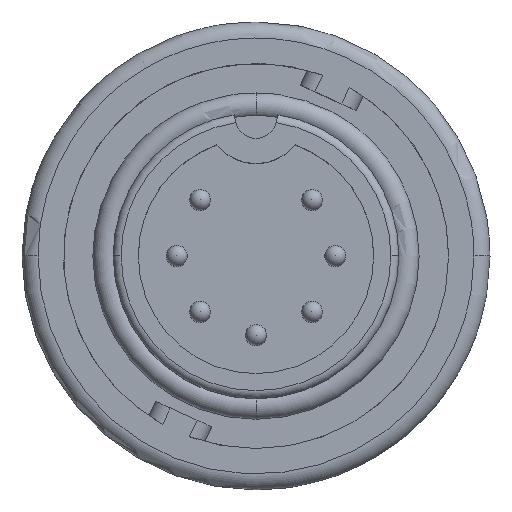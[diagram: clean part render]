
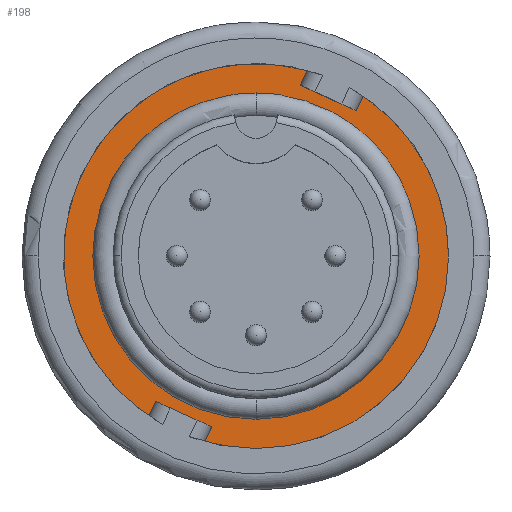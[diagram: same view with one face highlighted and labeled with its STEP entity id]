
A CAD part, top view. The second image highlights one B-rep face of the part: STEP entity #198.
In plain terms, the highlighted planar face has unit normal (0, 0, 1).
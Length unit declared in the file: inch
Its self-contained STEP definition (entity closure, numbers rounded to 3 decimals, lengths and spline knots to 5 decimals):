
#31 = DIRECTION ( 'NONE',  ( 0., 0., 1. ) ) ;
#113 = VECTOR ( 'NONE', #5163, 39.37008 ) ;
#198 = ADVANCED_FACE ( 'NONE', ( #11167, #11579 ), #15560, .F. ) ;
#226 = CARTESIAN_POINT ( 'NONE',  ( -0.2002, -0.2992, -0.29324 ) ) ;
#350 = CARTESIAN_POINT ( 'NONE',  ( 0., 0., -0.29324 ) ) ;
#544 = ORIENTED_EDGE ( 'NONE', *, *, #8152, .F. ) ;
#576 = VERTEX_POINT ( 'NONE', #226 ) ;
#764 = CARTESIAN_POINT ( 'NONE',  ( 0.18755, 0.27158, -0.29324 ) ) ;
#1102 = LINE ( 'NONE', #764, #8112 ) ;
#1692 = DIRECTION ( 'NONE',  ( 1., 0., 0. ) ) ;
#1709 = CARTESIAN_POINT ( 'NONE',  ( 0., -0.30359, -0.29324 ) ) ;
#1809 = VERTEX_POINT ( 'NONE', #8101 ) ;
#2090 = DIRECTION ( 'NONE',  ( 0.416, 0.909, 0. ) ) ;
#2397 = ORIENTED_EDGE ( 'NONE', *, *, #10170, .F. ) ;
#2416 = DIRECTION ( 'NONE',  ( 0.416, 0.909, 0. ) ) ;
#2449 = DIRECTION ( 'NONE',  ( 0., 0., 1. ) ) ;
#2609 = EDGE_CURVE ( 'NONE', #4912, #1809, #9901, .T. ) ;
#2834 = AXIS2_PLACEMENT_3D ( 'NONE', #10370, #2449, #11669 ) ;
#2840 = AXIS2_PLACEMENT_3D ( 'NONE', #9023, #11668, #3759 ) ;
#2991 = LINE ( 'NONE', #10591, #5257 ) ;
#3169 = AXIS2_PLACEMENT_3D ( 'NONE', #350, #9595, #1692 ) ;
#3338 = VERTEX_POINT ( 'NONE', #6670 ) ;
#3363 = CIRCLE ( 'NONE', #2834, 0.36 ) ;
#3632 = LINE ( 'NONE', #17046, #113 ) ;
#3759 = DIRECTION ( 'NONE',  ( -1., 0., 0. ) ) ;
#3812 = EDGE_CURVE ( 'NONE', #11346, #13571, #3632, .T. ) ;
#3927 = CARTESIAN_POINT ( 'NONE',  ( 0., 0., -0.29324 ) ) ;
#3976 = CARTESIAN_POINT ( 'NONE',  ( -0.08299, -0.31944, -0.29324 ) ) ;
#3989 = DIRECTION ( 'NONE',  ( 0.416, 0.909, 0. ) ) ;
#4144 = ORIENTED_EDGE ( 'NONE', *, *, #16737, .F. ) ;
#4647 = CARTESIAN_POINT ( 'NONE',  ( 0., 0., -0.29324 ) ) ;
#4912 = VERTEX_POINT ( 'NONE', #12084 ) ;
#4980 = AXIS2_PLACEMENT_3D ( 'NONE', #3927, #13150, #5254 ) ;
#5163 = DIRECTION ( 'NONE',  ( -0.909, 0.416, 0. ) ) ;
#5211 = CARTESIAN_POINT ( 'NONE',  ( 0., 0.30359, -0.29324 ) ) ;
#5254 = DIRECTION ( 'NONE',  ( 0., 1., 0. ) ) ;
#5257 = VECTOR ( 'NONE', #3989, 39.37008 ) ;
#5456 = AXIS2_PLACEMENT_3D ( 'NONE', #7933, #31, #9275 ) ;
#5724 = ORIENTED_EDGE ( 'NONE', *, *, #10266, .F. ) ;
#5933 = ORIENTED_EDGE ( 'NONE', *, *, #7707, .T. ) ;
#5979 = DIRECTION ( 'NONE',  ( 1., 0., 0. ) ) ;
#6379 = VECTOR ( 'NONE', #2416, 39.37008 ) ;
#6420 = CARTESIAN_POINT ( 'NONE',  ( 0.36, 0., -0.29324 ) ) ;
#6431 = ORIENTED_EDGE ( 'NONE', *, *, #2609, .T. ) ;
#6509 = VECTOR ( 'NONE', #16682, 39.37008 ) ;
#6670 = CARTESIAN_POINT ( 'NONE',  ( 0.18755, 0.27158, -0.29324 ) ) ;
#7274 = LINE ( 'NONE', #14139, #13877 ) ;
#7707 = EDGE_CURVE ( 'NONE', #13128, #12659, #16382, .T. ) ;
#7753 = EDGE_LOOP ( 'NONE', ( #544, #15937 ) ) ;
#7933 = CARTESIAN_POINT ( 'NONE',  ( 0., 0., -0.29324 ) ) ;
#8054 = VERTEX_POINT ( 'NONE', #14918 ) ;
#8101 = CARTESIAN_POINT ( 'NONE',  ( 0.09563, 0.34707, -0.29324 ) ) ;
#8112 = VECTOR ( 'NONE', #2090, 39.37008 ) ;
#8152 = EDGE_CURVE ( 'NONE', #16651, #9240, #10017, .T. ) ;
#9023 = CARTESIAN_POINT ( 'NONE',  ( 0., 0., -0.29324 ) ) ;
#9240 = VERTEX_POINT ( 'NONE', #1709 ) ;
#9275 = DIRECTION ( 'NONE',  ( 0., 1., 0. ) ) ;
#9595 = DIRECTION ( 'NONE',  ( 0., 0., 1. ) ) ;
#9881 = CARTESIAN_POINT ( 'NONE',  ( -0.18755, -0.27158, -0.29324 ) ) ;
#9901 = LINE ( 'NONE', #11641, #6379 ) ;
#10017 = CIRCLE ( 'NONE', #5456, 0.30359 ) ;
#10033 = EDGE_CURVE ( 'NONE', #12659, #8054, #12446, .T. ) ;
#10170 = EDGE_CURVE ( 'NONE', #3338, #8054, #1102, .T. ) ;
#10221 = CARTESIAN_POINT ( 'NONE',  ( -0.09563, -0.34707, -0.29324 ) ) ;
#10266 = EDGE_CURVE ( 'NONE', #4912, #3338, #7274, .T. ) ;
#10370 = CARTESIAN_POINT ( 'NONE',  ( 0., 0., -0.29324 ) ) ;
#10375 = EDGE_CURVE ( 'NONE', #1809, #576, #3363, .T. ) ;
#10553 = AXIS2_PLACEMENT_3D ( 'NONE', #4647, #13863, #5979 ) ;
#10591 = CARTESIAN_POINT ( 'NONE',  ( -0.09563, -0.34707, -0.29324 ) ) ;
#11167 = FACE_BOUND ( 'NONE', #7753, .T. ) ;
#11346 = VERTEX_POINT ( 'NONE', #3976 ) ;
#11579 = FACE_OUTER_BOUND ( 'NONE', #16433, .T. ) ;
#11641 = CARTESIAN_POINT ( 'NONE',  ( 0.1038, 0.36491, -0.29324 ) ) ;
#11668 = DIRECTION ( 'NONE',  ( 0., 0., -1. ) ) ;
#11669 = DIRECTION ( 'NONE',  ( 1., 0., 0. ) ) ;
#12084 = CARTESIAN_POINT ( 'NONE',  ( 0.08299, 0.31944, -0.29324 ) ) ;
#12446 = CIRCLE ( 'NONE', #3169, 0.36 ) ;
#12659 = VERTEX_POINT ( 'NONE', #6420 ) ;
#12669 = EDGE_CURVE ( 'NONE', #9240, #16651, #12732, .T. ) ;
#12724 = CARTESIAN_POINT ( 'NONE',  ( -0.20836, -0.31704, -0.29324 ) ) ;
#12732 = CIRCLE ( 'NONE', #4980, 0.30359 ) ;
#12801 = ORIENTED_EDGE ( 'NONE', *, *, #3812, .F. ) ;
#12953 = ORIENTED_EDGE ( 'NONE', *, *, #10033, .T. ) ;
#13128 = VERTEX_POINT ( 'NONE', #10221 ) ;
#13150 = DIRECTION ( 'NONE',  ( 0., 0., 1. ) ) ;
#13571 = VERTEX_POINT ( 'NONE', #9881 ) ;
#13863 = DIRECTION ( 'NONE',  ( 0., 0., 1. ) ) ;
#13877 = VECTOR ( 'NONE', #15454, 39.37008 ) ;
#14139 = CARTESIAN_POINT ( 'NONE',  ( 0.08299, 0.31944, -0.29324 ) ) ;
#14918 = CARTESIAN_POINT ( 'NONE',  ( 0.2002, 0.2992, -0.29324 ) ) ;
#15444 = ORIENTED_EDGE ( 'NONE', *, *, #10375, .T. ) ;
#15454 = DIRECTION ( 'NONE',  ( 0.909, -0.416, 0. ) ) ;
#15560 = PLANE ( 'NONE',  #2840 ) ;
#15937 = ORIENTED_EDGE ( 'NONE', *, *, #12669, .F. ) ;
#16382 = CIRCLE ( 'NONE', #10553, 0.36 ) ;
#16433 = EDGE_LOOP ( 'NONE', ( #17075, #12801, #4144, #5933, #12953, #2397, #5724, #6431, #15444 ) ) ;
#16521 = EDGE_CURVE ( 'NONE', #576, #13571, #17036, .T. ) ;
#16651 = VERTEX_POINT ( 'NONE', #5211 ) ;
#16682 = DIRECTION ( 'NONE',  ( 0.416, 0.909, 0. ) ) ;
#16737 = EDGE_CURVE ( 'NONE', #13128, #11346, #2991, .T. ) ;
#17036 = LINE ( 'NONE', #12724, #6509 ) ;
#17046 = CARTESIAN_POINT ( 'NONE',  ( -0.08299, -0.31944, -0.29324 ) ) ;
#17075 = ORIENTED_EDGE ( 'NONE', *, *, #16521, .T. ) ;
